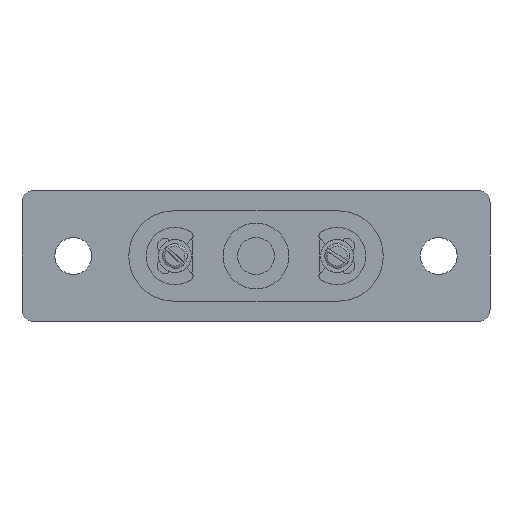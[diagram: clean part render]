
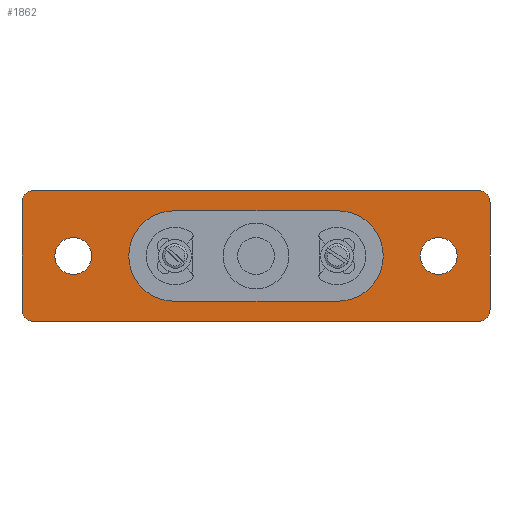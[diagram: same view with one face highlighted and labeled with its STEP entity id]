
A CAD part, front view. The second image highlights one B-rep face of the part: STEP entity #1862.
In plain terms, the highlighted planar face has unit normal (0, -1, 0).
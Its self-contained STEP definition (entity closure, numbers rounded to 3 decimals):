
#13 = LINE ( 'NONE', #2342, #2563 ) ;
#27 = CARTESIAN_POINT ( 'NONE',  ( 57., 0., -14.5 ) ) ;
#109 = DIRECTION ( 'NONE',  ( 0., 0., -1. ) ) ;
#118 = CARTESIAN_POINT ( 'NONE',  ( 0., 0., -1.5 ) ) ;
#145 = ORIENTED_EDGE ( 'NONE', *, *, #2269, .F. ) ;
#148 = CARTESIAN_POINT ( 'NONE',  ( 50.75, 0., -8. ) ) ;
#152 = CARTESIAN_POINT ( 'NONE',  ( 38.5, 0., -2.5 ) ) ;
#154 = CARTESIAN_POINT ( 'NONE',  ( 50.75, 0., -8. ) ) ;
#156 = AXIS2_PLACEMENT_3D ( 'NONE', #148, #395, #1911 ) ;
#217 = EDGE_CURVE ( 'NONE', #2421, #1833, #379, .T. ) ;
#253 = DIRECTION ( 'NONE',  ( 0., 1., 0. ) ) ;
#288 = ORIENTED_EDGE ( 'NONE', *, *, #705, .F. ) ;
#289 = EDGE_CURVE ( 'NONE', #2194, #1692, #1892, .T. ) ;
#379 = CIRCLE ( 'NONE', #402, 1.5 ) ;
#395 = DIRECTION ( 'NONE',  ( 0., 1., 0. ) ) ;
#402 = AXIS2_PLACEMENT_3D ( 'NONE', #2601, #2874, #2899 ) ;
#438 = DIRECTION ( 'NONE',  ( 0., 0., 1. ) ) ;
#464 = EDGE_CURVE ( 'NONE', #1980, #1275, #1317, .T. ) ;
#469 = CARTESIAN_POINT ( 'NONE',  ( 1.5, 0., -1.5 ) ) ;
#471 = VERTEX_POINT ( 'NONE', #2734 ) ;
#476 = CARTESIAN_POINT ( 'NONE',  ( 6.25, 0., -8. ) ) ;
#503 = EDGE_CURVE ( 'NONE', #1692, #2194, #2475, .T. ) ;
#636 = CARTESIAN_POINT ( 'NONE',  ( 18.5, 0., -2.5 ) ) ;
#673 = DIRECTION ( 'NONE',  ( 0., 0., -1. ) ) ;
#705 = EDGE_CURVE ( 'NONE', #2711, #2097, #1441, .T. ) ;
#718 = FACE_OUTER_BOUND ( 'NONE', #2991, .T. ) ;
#725 = AXIS2_PLACEMENT_3D ( 'NONE', #476, #253, #2709 ) ;
#757 = DIRECTION ( 'NONE',  ( 0., -1., 0. ) ) ;
#801 = VERTEX_POINT ( 'NONE', #2321 ) ;
#811 = ORIENTED_EDGE ( 'NONE', *, *, #503, .T. ) ;
#850 = CARTESIAN_POINT ( 'NONE',  ( 18.5, 0., -8. ) ) ;
#862 = EDGE_LOOP ( 'NONE', ( #1762, #2354 ) ) ;
#903 = CARTESIAN_POINT ( 'NONE',  ( 55.5, 0., -16. ) ) ;
#930 = CIRCLE ( 'NONE', #2334, 1.5 ) ;
#959 = CIRCLE ( 'NONE', #2252, 2.25 ) ;
#989 = DIRECTION ( 'NONE',  ( 0., -1., 0. ) ) ;
#996 = AXIS2_PLACEMENT_3D ( 'NONE', #469, #757, #2219 ) ;
#1017 = EDGE_CURVE ( 'NONE', #3155, #2779, #1172, .T. ) ;
#1115 = ORIENTED_EDGE ( 'NONE', *, *, #1451, .F. ) ;
#1156 = CIRCLE ( 'NONE', #2314, 5.5 ) ;
#1172 = CIRCLE ( 'NONE', #156, 2.25 ) ;
#1190 = AXIS2_PLACEMENT_3D ( 'NONE', #2218, #989, #2490 ) ;
#1219 = CARTESIAN_POINT ( 'NONE',  ( 55.5, 0., -1.5 ) ) ;
#1253 = ORIENTED_EDGE ( 'NONE', *, *, #2890, .F. ) ;
#1270 = PLANE ( 'NONE',  #1190 ) ;
#1275 = VERTEX_POINT ( 'NONE', #118 ) ;
#1317 = CIRCLE ( 'NONE', #996, 1.5 ) ;
#1330 = LINE ( 'NONE', #2587, #1481 ) ;
#1348 = VERTEX_POINT ( 'NONE', #2139 ) ;
#1355 = CARTESIAN_POINT ( 'NONE',  ( 50.75, 0., -10.25 ) ) ;
#1370 = DIRECTION ( 'NONE',  ( 0., 0., -1. ) ) ;
#1376 = FACE_BOUND ( 'NONE', #2246, .T. ) ;
#1382 = CARTESIAN_POINT ( 'NONE',  ( 55.5, 0., 0. ) ) ;
#1426 = LINE ( 'NONE', #2701, #2557 ) ;
#1441 = LINE ( 'NONE', #2268, #2507 ) ;
#1448 = DIRECTION ( 'NONE',  ( 0., -1., 0. ) ) ;
#1451 = EDGE_CURVE ( 'NONE', #801, #2711, #1156, .T. ) ;
#1464 = VERTEX_POINT ( 'NONE', #2672 ) ;
#1481 = VECTOR ( 'NONE', #2326, 1000. ) ;
#1561 = DIRECTION ( 'NONE',  ( 0., -1., 0. ) ) ;
#1598 = EDGE_CURVE ( 'NONE', #2779, #3155, #959, .T. ) ;
#1636 = DIRECTION ( 'NONE',  ( -1., 0., 0. ) ) ;
#1664 = CARTESIAN_POINT ( 'NONE',  ( 6.25, 0., -5.75 ) ) ;
#1680 = DIRECTION ( 'NONE',  ( 0., 1., 0. ) ) ;
#1692 = VERTEX_POINT ( 'NONE', #1664 ) ;
#1699 = CARTESIAN_POINT ( 'NONE',  ( 1.5, 0., -14.5 ) ) ;
#1735 = DIRECTION ( 'NONE',  ( 0., 0., -1. ) ) ;
#1742 = ORIENTED_EDGE ( 'NONE', *, *, #2245, .F. ) ;
#1756 = CIRCLE ( 'NONE', #2911, 1.5 ) ;
#1761 = ORIENTED_EDGE ( 'NONE', *, *, #2716, .T. ) ;
#1762 = ORIENTED_EDGE ( 'NONE', *, *, #1598, .T. ) ;
#1764 = EDGE_CURVE ( 'NONE', #471, #1833, #1426, .T. ) ;
#1833 = VERTEX_POINT ( 'NONE', #27 ) ;
#1842 = DIRECTION ( 'NONE',  ( 1., 0., 0. ) ) ;
#1844 = DIRECTION ( 'NONE',  ( 0., 0., 1. ) ) ;
#1862 = ADVANCED_FACE ( 'NONE', ( #718, #2099, #2456, #1376 ), #1270, .T. ) ;
#1869 = CARTESIAN_POINT ( 'NONE',  ( 0., 0., -16. ) ) ;
#1892 = CIRCLE ( 'NONE', #2715, 2.25 ) ;
#1911 = DIRECTION ( 'NONE',  ( 0., 0., 1. ) ) ;
#1970 = ORIENTED_EDGE ( 'NONE', *, *, #217, .T. ) ;
#1979 = LINE ( 'NONE', #2761, #2051 ) ;
#1980 = VERTEX_POINT ( 'NONE', #2541 ) ;
#2025 = CARTESIAN_POINT ( 'NONE',  ( 6.25, 0., -10.25 ) ) ;
#2030 = ORIENTED_EDGE ( 'NONE', *, *, #2412, .F. ) ;
#2046 = ORIENTED_EDGE ( 'NONE', *, *, #289, .T. ) ;
#2051 = VECTOR ( 'NONE', #1842, 1000. ) ;
#2071 = VERTEX_POINT ( 'NONE', #2590 ) ;
#2097 = VERTEX_POINT ( 'NONE', #636 ) ;
#2099 = FACE_BOUND ( 'NONE', #862, .T. ) ;
#2139 = CARTESIAN_POINT ( 'NONE',  ( 0., 0., -14.5 ) ) ;
#2150 = DIRECTION ( 'NONE',  ( 0., -1., 0. ) ) ;
#2170 = CARTESIAN_POINT ( 'NONE',  ( 38.5, 0., -8. ) ) ;
#2187 = CARTESIAN_POINT ( 'NONE',  ( 50.75, 0., -5.75 ) ) ;
#2194 = VERTEX_POINT ( 'NONE', #2025 ) ;
#2218 = CARTESIAN_POINT ( 'NONE',  ( 0., 0., 0. ) ) ;
#2219 = DIRECTION ( 'NONE',  ( 0., 0., -1. ) ) ;
#2240 = DIRECTION ( 'NONE',  ( -1., 0., 0. ) ) ;
#2245 = EDGE_CURVE ( 'NONE', #1980, #2967, #1979, .T. ) ;
#2246 = EDGE_LOOP ( 'NONE', ( #145, #1253, #288, #1115 ) ) ;
#2252 = AXIS2_PLACEMENT_3D ( 'NONE', #154, #1680, #2892 ) ;
#2261 = LINE ( 'NONE', #1869, #2395 ) ;
#2268 = CARTESIAN_POINT ( 'NONE',  ( 38.5, 0., -2.5 ) ) ;
#2269 = EDGE_CURVE ( 'NONE', #2071, #801, #1330, .T. ) ;
#2314 = AXIS2_PLACEMENT_3D ( 'NONE', #2170, #2150, #673 ) ;
#2319 = ORIENTED_EDGE ( 'NONE', *, *, #2735, .T. ) ;
#2321 = CARTESIAN_POINT ( 'NONE',  ( 38.5, 0., -13.5 ) ) ;
#2326 = DIRECTION ( 'NONE',  ( 1., 0., 0. ) ) ;
#2334 = AXIS2_PLACEMENT_3D ( 'NONE', #1699, #1448, #2860 ) ;
#2342 = CARTESIAN_POINT ( 'NONE',  ( 0., 0., 0. ) ) ;
#2354 = ORIENTED_EDGE ( 'NONE', *, *, #1017, .T. ) ;
#2395 = VECTOR ( 'NONE', #1636, 1000. ) ;
#2406 = CARTESIAN_POINT ( 'NONE',  ( 6.25, 0., -8. ) ) ;
#2412 = EDGE_CURVE ( 'NONE', #2421, #1464, #2261, .T. ) ;
#2421 = VERTEX_POINT ( 'NONE', #903 ) ;
#2456 = FACE_BOUND ( 'NONE', #2520, .T. ) ;
#2475 = CIRCLE ( 'NONE', #725, 2.25 ) ;
#2490 = DIRECTION ( 'NONE',  ( 0., 0., -1. ) ) ;
#2507 = VECTOR ( 'NONE', #2240, 1000. ) ;
#2520 = EDGE_LOOP ( 'NONE', ( #811, #2046 ) ) ;
#2541 = CARTESIAN_POINT ( 'NONE',  ( 1.5, 0., 0. ) ) ;
#2557 = VECTOR ( 'NONE', #1735, 1000. ) ;
#2563 = VECTOR ( 'NONE', #1844, 1000. ) ;
#2587 = CARTESIAN_POINT ( 'NONE',  ( 18.5, 0., -13.5 ) ) ;
#2590 = CARTESIAN_POINT ( 'NONE',  ( 18.5, 0., -13.5 ) ) ;
#2601 = CARTESIAN_POINT ( 'NONE',  ( 55.5, 0., -14.5 ) ) ;
#2671 = DIRECTION ( 'NONE',  ( 0., -1., 0. ) ) ;
#2672 = CARTESIAN_POINT ( 'NONE',  ( 1.5, 0., -16. ) ) ;
#2701 = CARTESIAN_POINT ( 'NONE',  ( 57., 0., -16. ) ) ;
#2709 = DIRECTION ( 'NONE',  ( 0., 0., 1. ) ) ;
#2711 = VERTEX_POINT ( 'NONE', #152 ) ;
#2715 = AXIS2_PLACEMENT_3D ( 'NONE', #2406, #3130, #438 ) ;
#2716 = EDGE_CURVE ( 'NONE', #1348, #1464, #930, .T. ) ;
#2734 = CARTESIAN_POINT ( 'NONE',  ( 57., 0., -1.5 ) ) ;
#2735 = EDGE_CURVE ( 'NONE', #471, #2967, #1756, .T. ) ;
#2761 = CARTESIAN_POINT ( 'NONE',  ( 57., 0., 0. ) ) ;
#2779 = VERTEX_POINT ( 'NONE', #2187 ) ;
#2814 = ORIENTED_EDGE ( 'NONE', *, *, #464, .T. ) ;
#2835 = EDGE_CURVE ( 'NONE', #1348, #1275, #13, .T. ) ;
#2860 = DIRECTION ( 'NONE',  ( 0., 0., -1. ) ) ;
#2865 = ORIENTED_EDGE ( 'NONE', *, *, #1764, .F. ) ;
#2874 = DIRECTION ( 'NONE',  ( 0., -1., 0. ) ) ;
#2890 = EDGE_CURVE ( 'NONE', #2097, #2071, #2988, .T. ) ;
#2892 = DIRECTION ( 'NONE',  ( 0., 0., 1. ) ) ;
#2899 = DIRECTION ( 'NONE',  ( 0., 0., -1. ) ) ;
#2911 = AXIS2_PLACEMENT_3D ( 'NONE', #1219, #2671, #1370 ) ;
#2967 = VERTEX_POINT ( 'NONE', #1382 ) ;
#2988 = CIRCLE ( 'NONE', #3182, 5.5 ) ;
#2991 = EDGE_LOOP ( 'NONE', ( #1742, #2814, #3008, #1761, #2030, #1970, #2865, #2319 ) ) ;
#3008 = ORIENTED_EDGE ( 'NONE', *, *, #2835, .F. ) ;
#3130 = DIRECTION ( 'NONE',  ( 0., 1., 0. ) ) ;
#3155 = VERTEX_POINT ( 'NONE', #1355 ) ;
#3182 = AXIS2_PLACEMENT_3D ( 'NONE', #850, #1561, #109 ) ;
